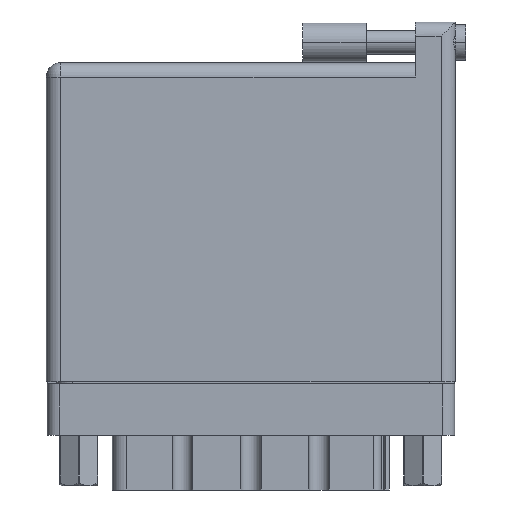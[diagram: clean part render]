
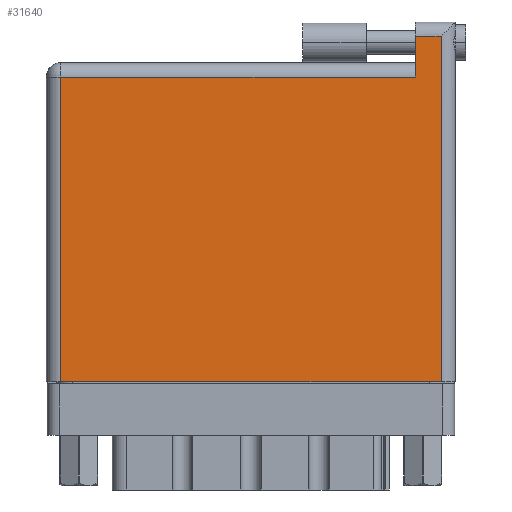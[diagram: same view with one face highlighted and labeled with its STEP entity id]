
A CAD part, front view. The second image highlights one B-rep face of the part: STEP entity #31640.
In plain terms, the highlighted face is planar.
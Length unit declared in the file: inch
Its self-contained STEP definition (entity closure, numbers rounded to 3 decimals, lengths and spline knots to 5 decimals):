
#424 = LINE ( 'NONE', #34079, #19025 ) ;
#753 = VECTOR ( 'NONE', #24373, 39.37008 ) ;
#5007 = CARTESIAN_POINT ( 'NONE',  ( 0., 1.496, 0. ) ) ;
#6010 = VERTEX_POINT ( 'NONE', #21014 ) ;
#7299 = AXIS2_PLACEMENT_3D ( 'NONE', #12821, #39683, #16684 ) ;
#8130 = VECTOR ( 'NONE', #13079, 39.37008 ) ;
#9184 = VERTEX_POINT ( 'NONE', #33842 ) ;
#9324 = VERTEX_POINT ( 'NONE', #24081 ) ;
#9531 = VERTEX_POINT ( 'NONE', #17858 ) ;
#9813 = CARTESIAN_POINT ( 'NONE',  ( 0., 1.696, 0. ) ) ;
#12722 = DIRECTION ( 'NONE',  ( -1., 0., 0. ) ) ;
#12780 = LINE ( 'NONE', #5007, #42215 ) ;
#12821 = CARTESIAN_POINT ( 'NONE',  ( 0., 1.566, 0. ) ) ;
#12845 = CARTESIAN_POINT ( 'NONE',  ( 0.07, 0., 0. ) ) ;
#13079 = DIRECTION ( 'NONE',  ( 0., -1., 0. ) ) ;
#14246 = EDGE_CURVE ( 'NONE', #9531, #9184, #17529, .T. ) ;
#16684 = DIRECTION ( 'NONE',  ( -1., 0., 0. ) ) ;
#17529 = LINE ( 'NONE', #35932, #753 ) ;
#17858 = CARTESIAN_POINT ( 'NONE',  ( 1.938, 0., 0. ) ) ;
#19025 = VECTOR ( 'NONE', #41459, 39.37008 ) ;
#19566 = LINE ( 'NONE', #28542, #8130 ) ;
#20078 = EDGE_CURVE ( 'NONE', #28300, #9531, #424, .T. ) ;
#20764 = DIRECTION ( 'NONE',  ( -1., 0., 0. ) ) ;
#20774 = EDGE_CURVE ( 'NONE', #9324, #39051, #36302, .T. ) ;
#21014 = CARTESIAN_POINT ( 'NONE',  ( 0.07, 1.496, 0. ) ) ;
#21978 = ORIENTED_EDGE ( 'NONE', *, *, #24858, .T. ) ;
#22251 = ORIENTED_EDGE ( 'NONE', *, *, #43209, .T. ) ;
#24081 = CARTESIAN_POINT ( 'NONE',  ( 1.811, 1.696, 0. ) ) ;
#24373 = DIRECTION ( 'NONE',  ( 0., 1., 0. ) ) ;
#24858 = EDGE_CURVE ( 'NONE', #39051, #6010, #12780, .T. ) ;
#27008 = FACE_OUTER_BOUND ( 'NONE', #42281, .T. ) ;
#27965 = PLANE ( 'NONE',  #7299 ) ;
#28300 = VERTEX_POINT ( 'NONE', #12845 ) ;
#28542 = CARTESIAN_POINT ( 'NONE',  ( 0.07, 0., 0. ) ) ;
#28901 = EDGE_CURVE ( 'NONE', #6010, #28300, #19566, .T. ) ;
#30774 = LINE ( 'NONE', #9813, #33802 ) ;
#31640 = ADVANCED_FACE ( 'NONE', ( #27008 ), #27965, .F. ) ;
#32247 = ORIENTED_EDGE ( 'NONE', *, *, #20078, .T. ) ;
#33802 = VECTOR ( 'NONE', #20764, 39.37008 ) ;
#33842 = CARTESIAN_POINT ( 'NONE',  ( 1.938, 1.696, 0. ) ) ;
#34079 = CARTESIAN_POINT ( 'NONE',  ( 0., 0., 0. ) ) ;
#35915 = CARTESIAN_POINT ( 'NONE',  ( 1.811, 1.496, 0. ) ) ;
#35932 = CARTESIAN_POINT ( 'NONE',  ( 1.938, 1.766, 0. ) ) ;
#36271 = DIRECTION ( 'NONE',  ( 0., -1., 0. ) ) ;
#36302 = LINE ( 'NONE', #47684, #37503 ) ;
#37503 = VECTOR ( 'NONE', #36271, 39.37008 ) ;
#39029 = ORIENTED_EDGE ( 'NONE', *, *, #20774, .T. ) ;
#39051 = VERTEX_POINT ( 'NONE', #35915 ) ;
#39683 = DIRECTION ( 'NONE',  ( 0., 0., -1. ) ) ;
#40797 = ORIENTED_EDGE ( 'NONE', *, *, #28901, .T. ) ;
#41459 = DIRECTION ( 'NONE',  ( 1., 0., 0. ) ) ;
#42215 = VECTOR ( 'NONE', #12722, 39.37008 ) ;
#42281 = EDGE_LOOP ( 'NONE', ( #32247, #47500, #22251, #39029, #21978, #40797 ) ) ;
#43209 = EDGE_CURVE ( 'NONE', #9184, #9324, #30774, .T. ) ;
#47500 = ORIENTED_EDGE ( 'NONE', *, *, #14246, .T. ) ;
#47684 = CARTESIAN_POINT ( 'NONE',  ( 1.811, 1.766, 0. ) ) ;
